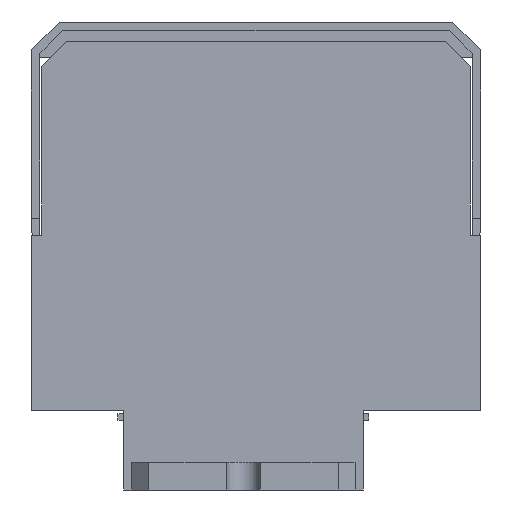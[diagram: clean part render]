
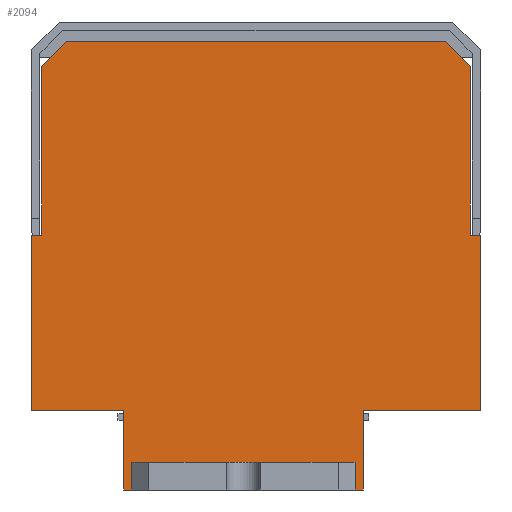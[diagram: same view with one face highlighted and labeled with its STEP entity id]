
A CAD part, left-side view. The second image highlights one B-rep face of the part: STEP entity #2094.
In plain terms, the highlighted planar face has unit normal (-1, 0, 0).
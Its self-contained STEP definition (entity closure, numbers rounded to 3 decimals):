
#670=DIRECTION('',(0.,1.,0.));
#671=VECTOR('',#670,40.);
#672=CARTESIAN_POINT('',(-39.4,-17.75,-35.2));
#673=LINE('',#672,#671);
#674=DIRECTION('',(0.,0.,1.));
#675=VECTOR('',#674,5.);
#676=CARTESIAN_POINT('',(-39.4,22.25,-40.2));
#677=LINE('',#676,#675);
#678=DIRECTION('',(0.,-1.,0.));
#679=VECTOR('',#678,1.5);
#680=CARTESIAN_POINT('',(-39.4,23.75,-40.2));
#681=LINE('',#680,#679);
#682=DIRECTION('',(0.,0.,-1.));
#683=VECTOR('',#682,14.2);
#684=CARTESIAN_POINT('',(-39.4,23.75,-26.));
#685=LINE('',#684,#683);
#686=DIRECTION('',(0.,-1.,0.));
#687=VECTOR('',#686,16.5);
#688=CARTESIAN_POINT('',(-39.4,40.25,-26.));
#689=LINE('',#688,#687);
#690=DIRECTION('',(0.,0.,-1.));
#691=VECTOR('',#690,31.5);
#692=CARTESIAN_POINT('',(-39.4,40.25,5.5));
#693=LINE('',#692,#691);
#694=DIRECTION('',(0.,1.,0.));
#695=VECTOR('',#694,1.8);
#696=CARTESIAN_POINT('',(-39.4,38.45,5.5));
#697=LINE('',#696,#695);
#698=DIRECTION('',(0.,0.,-1.));
#699=VECTOR('',#698,30.2);
#700=CARTESIAN_POINT('',(-39.4,38.45,35.7));
#701=LINE('',#700,#699);
#702=DIRECTION('',(0.,0.707,-0.707));
#703=VECTOR('',#702,6.364);
#704=CARTESIAN_POINT('',(-39.4,33.95,40.2));
#705=LINE('',#704,#703);
#706=DIRECTION('',(0.,1.,0.));
#707=VECTOR('',#706,67.9);
#708=CARTESIAN_POINT('',(-39.4,-33.95,40.2));
#709=LINE('',#708,#707);
#710=DIRECTION('',(0.,0.707,0.707));
#711=VECTOR('',#710,6.364);
#712=CARTESIAN_POINT('',(-39.4,-38.45,35.7));
#713=LINE('',#712,#711);
#714=DIRECTION('',(0.,0.,1.));
#715=VECTOR('',#714,30.2);
#716=CARTESIAN_POINT('',(-39.4,-38.45,5.5));
#717=LINE('',#716,#715);
#718=DIRECTION('',(0.,1.,0.));
#719=VECTOR('',#718,1.8);
#720=CARTESIAN_POINT('',(-39.4,-40.25,5.5));
#721=LINE('',#720,#719);
#722=DIRECTION('',(0.,0.,1.));
#723=VECTOR('',#722,31.5);
#724=CARTESIAN_POINT('',(-39.4,-40.25,-26.));
#725=LINE('',#724,#723);
#726=DIRECTION('',(0.,-1.,0.));
#727=VECTOR('',#726,21.);
#728=CARTESIAN_POINT('',(-39.4,-19.25,-26.));
#729=LINE('',#728,#727);
#730=DIRECTION('',(0.,0.,1.));
#731=VECTOR('',#730,14.2);
#732=CARTESIAN_POINT('',(-39.4,-19.25,-40.2));
#733=LINE('',#732,#731);
#734=DIRECTION('',(0.,-1.,0.));
#735=VECTOR('',#734,1.5);
#736=CARTESIAN_POINT('',(-39.4,-17.75,-40.2));
#737=LINE('',#736,#735);
#738=DIRECTION('',(0.,0.,1.));
#739=VECTOR('',#738,5.);
#740=CARTESIAN_POINT('',(-39.4,-17.75,-40.2));
#741=LINE('',#740,#739);
#847=CARTESIAN_POINT('',(-39.4,-40.25,-26.));
#848=CARTESIAN_POINT('',(-39.4,-40.25,5.5));
#849=VERTEX_POINT('',#847);
#850=VERTEX_POINT('',#848);
#851=CARTESIAN_POINT('',(-39.4,-38.45,5.5));
#852=VERTEX_POINT('',#851);
#853=CARTESIAN_POINT('',(-39.4,-38.45,35.7));
#854=VERTEX_POINT('',#853);
#855=CARTESIAN_POINT('',(-39.4,-33.95,40.2));
#856=VERTEX_POINT('',#855);
#857=CARTESIAN_POINT('',(-39.4,33.95,40.2));
#858=VERTEX_POINT('',#857);
#859=CARTESIAN_POINT('',(-39.4,38.45,35.7));
#860=VERTEX_POINT('',#859);
#861=CARTESIAN_POINT('',(-39.4,38.45,5.5));
#862=VERTEX_POINT('',#861);
#863=CARTESIAN_POINT('',(-39.4,40.25,5.5));
#864=VERTEX_POINT('',#863);
#865=CARTESIAN_POINT('',(-39.4,40.25,-26.));
#866=VERTEX_POINT('',#865);
#867=CARTESIAN_POINT('',(-39.4,23.75,-26.));
#868=VERTEX_POINT('',#867);
#869=CARTESIAN_POINT('',(-39.4,23.75,-40.2));
#870=VERTEX_POINT('',#869);
#871=CARTESIAN_POINT('',(-39.4,-19.25,-40.2));
#872=CARTESIAN_POINT('',(-39.4,-19.25,-26.));
#873=VERTEX_POINT('',#871);
#874=VERTEX_POINT('',#872);
#907=CARTESIAN_POINT('',(-39.4,-17.75,-35.2));
#908=CARTESIAN_POINT('',(-39.4,22.25,-35.2));
#909=VERTEX_POINT('',#907);
#910=VERTEX_POINT('',#908);
#911=CARTESIAN_POINT('',(-39.4,22.25,-40.2));
#912=VERTEX_POINT('',#911);
#913=CARTESIAN_POINT('',(-39.4,-17.75,-40.2));
#914=VERTEX_POINT('',#913);
#2064=CARTESIAN_POINT('',(-39.4,0.,0.));
#2065=DIRECTION('',(-1.,0.,0.));
#2066=DIRECTION('',(0.,0.,1.));
#2067=AXIS2_PLACEMENT_3D('',#2064,#2065,#2066);
#2068=PLANE('',#2067);
#2070=ORIENTED_EDGE('',*,*,#2069,.T.);
#2072=ORIENTED_EDGE('',*,*,#2071,.F.);
#2073=ORIENTED_EDGE('',*,*,#1178,.F.);
#2074=ORIENTED_EDGE('',*,*,#1238,.F.);
#2075=ORIENTED_EDGE('',*,*,#1252,.F.);
#2076=ORIENTED_EDGE('',*,*,#1293,.F.);
#2077=ORIENTED_EDGE('',*,*,#1457,.F.);
#2078=ORIENTED_EDGE('',*,*,#1958,.F.);
#2079=ORIENTED_EDGE('',*,*,#1892,.F.);
#2080=ORIENTED_EDGE('',*,*,#1822,.F.);
#2081=ORIENTED_EDGE('',*,*,#1752,.F.);
#2082=ORIENTED_EDGE('',*,*,#1682,.F.);
#2083=ORIENTED_EDGE('',*,*,#1552,.F.);
#2084=ORIENTED_EDGE('',*,*,#1332,.F.);
#2086=ORIENTED_EDGE('',*,*,#2085,.F.);
#2088=ORIENTED_EDGE('',*,*,#2087,.F.);
#2089=ORIENTED_EDGE('',*,*,#1198,.F.);
#2091=ORIENTED_EDGE('',*,*,#2090,.T.);
#2092=EDGE_LOOP('',(#2070,#2072,#2073,#2074,#2075,#2076,#2077,#2078,#2079,#2080,
#2081,#2082,#2083,#2084,#2086,#2088,#2089,#2091));
#2093=FACE_OUTER_BOUND('',#2092,.F.);
#1178=EDGE_CURVE('',#870,#912,#681,.T.);
#1198=EDGE_CURVE('',#914,#873,#737,.T.);
#1238=EDGE_CURVE('',#868,#870,#685,.T.);
#1252=EDGE_CURVE('',#866,#868,#689,.T.);
#1293=EDGE_CURVE('',#864,#866,#693,.T.);
#1332=EDGE_CURVE('',#849,#850,#725,.T.);
#1457=EDGE_CURVE('',#862,#864,#697,.T.);
#1552=EDGE_CURVE('',#850,#852,#721,.T.);
#1682=EDGE_CURVE('',#852,#854,#717,.T.);
#1752=EDGE_CURVE('',#854,#856,#713,.T.);
#1822=EDGE_CURVE('',#856,#858,#709,.T.);
#1892=EDGE_CURVE('',#858,#860,#705,.T.);
#1958=EDGE_CURVE('',#860,#862,#701,.T.);
#2069=EDGE_CURVE('',#909,#910,#673,.T.);
#2071=EDGE_CURVE('',#912,#910,#677,.T.);
#2085=EDGE_CURVE('',#874,#849,#729,.T.);
#2087=EDGE_CURVE('',#873,#874,#733,.T.);
#2090=EDGE_CURVE('',#914,#909,#741,.T.);
#2094=ADVANCED_FACE('',(#2093),#2068,.T.);
